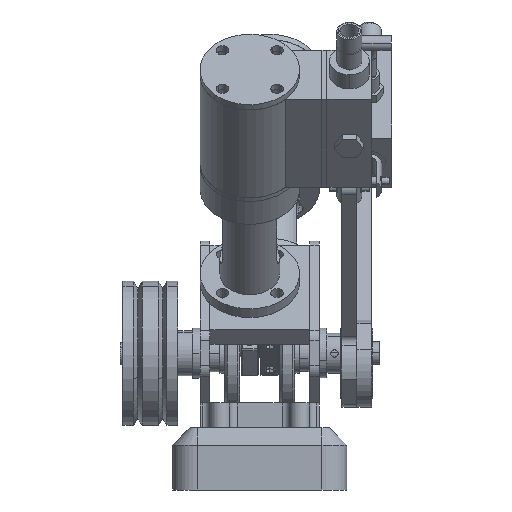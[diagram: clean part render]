
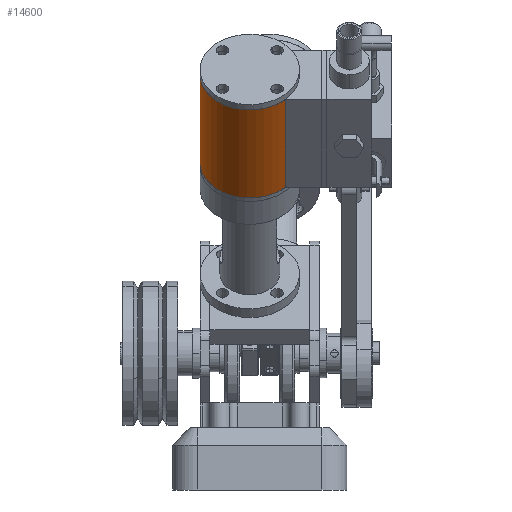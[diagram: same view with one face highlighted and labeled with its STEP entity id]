
A CAD part, left-side view. The second image highlights one B-rep face of the part: STEP entity #14600.
In plain terms, the highlighted cylindrical face has radius 20 mm (diameter 40 mm), a partial arc.
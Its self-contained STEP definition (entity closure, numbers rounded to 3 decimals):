
#13976=CARTESIAN_POINT('',(0.,0.,-25.));
#13977=DIRECTION('',(0.,0.,1.));
#13978=DIRECTION('',(-0.714,-0.7,0.));
#13979=AXIS2_PLACEMENT_3D('',#13976,#13977,#13978);
#14039=DIRECTION('',(0.,0.,1.));
#14040=VECTOR('',#14039,50.);
#14041=CARTESIAN_POINT('',(-14.283,14.,-25.));
#14042=LINE('',#14041,#14040);
#14043=DIRECTION('',(0.,0.,1.));
#14044=VECTOR('',#14043,50.);
#14045=CARTESIAN_POINT('',(-14.283,-14.,-25.));
#14046=LINE('',#14045,#14044);
#14119=CARTESIAN_POINT('',(0.,0.,25.));
#14120=DIRECTION('',(0.,0.,1.));
#14121=DIRECTION('',(-0.714,-0.7,0.));
#14122=AXIS2_PLACEMENT_3D('',#14119,#14120,#14121);
#14414=CARTESIAN_POINT('',(-14.283,14.,-25.));
#14416=VERTEX_POINT('',#14414);
#14420=CARTESIAN_POINT('',(-14.283,-14.,-25.));
#14421=VERTEX_POINT('',#14420);
#14430=CARTESIAN_POINT('',(-14.283,14.,25.));
#14432=VERTEX_POINT('',#14430);
#14436=CARTESIAN_POINT('',(-14.283,-14.,25.));
#14437=VERTEX_POINT('',#14436);
#14587=CARTESIAN_POINT('',(0.,0.,-25.));
#14588=DIRECTION('',(0.,0.,1.));
#14589=DIRECTION('',(1.,0.,0.));
#14590=AXIS2_PLACEMENT_3D('',#14587,#14588,#14589);
#14591=CYLINDRICAL_SURFACE('',#14590,20.);
#14592=ORIENTED_EDGE('',*,*,#14533,.F.);
#14594=ORIENTED_EDGE('',*,*,#14593,.T.);
#14596=ORIENTED_EDGE('',*,*,#14595,.T.);
#14597=ORIENTED_EDGE('',*,*,#14578,.F.);
#14598=EDGE_LOOP('',(#14592,#14594,#14596,#14597));
#14599=FACE_OUTER_BOUND('',#14598,.F.);
#14600=ADVANCED_FACE('',(#14599),#14591,.T.);
#13980=CIRCLE('',#13979,20.);
#14123=CIRCLE('',#14122,20.);
#14533=EDGE_CURVE('',#14421,#14416,#13980,.T.);
#14578=EDGE_CURVE('',#14416,#14432,#14042,.T.);
#14593=EDGE_CURVE('',#14421,#14437,#14046,.T.);
#14595=EDGE_CURVE('',#14437,#14432,#14123,.T.);
